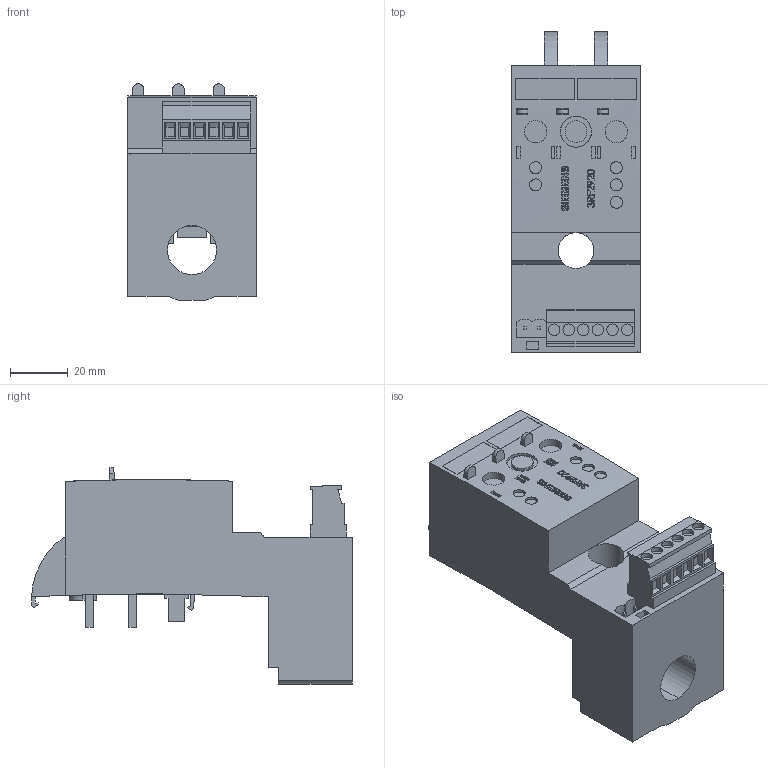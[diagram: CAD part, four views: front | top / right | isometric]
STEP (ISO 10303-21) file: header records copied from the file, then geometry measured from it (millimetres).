
FILE_DESCRIPTION (( 'STEP AP214' ), '1' );
FILE_NAME ('z_5354013_00_000_.STEP', '2006-04-11T06:06:47', ( 'Katarina Christall' ), ( 'TW' ), 'SwSTEP 2.0', 'SolidWorks 2006052', '' );
FILE_SCHEMA (( 'AUTOMOTIVE_DESIGN' ));
Length unit declared in the file: millimetre
Products named in the file (1): z_5354013_00_000_
Bounding box: 44.6 x 111.4 x 75.1 mm (x, y, z)
Volume: 176017.4 mm3; surface area: 29582.8 mm2
Topology: 1 solids, 1 shells, 489 faces, 1310 edges, 885 vertices
Faces by surface type: plane 326, bspline 86, cylinder 77
Entity records: 25366 total; most frequent: CARTESIAN_POINT 10577, ORIENTED_EDGE 2616, DIRECTION 2032, EDGE_CURVE 1308, VERTEX_POINT 885, VECTOR 808, LINE 808, AXIS2_PLACEMENT_3D 612
